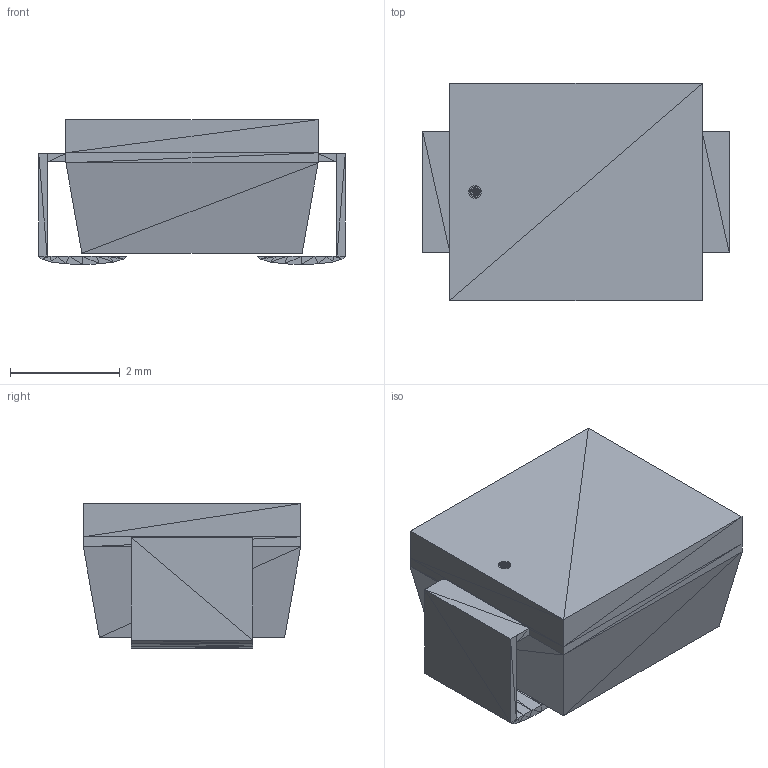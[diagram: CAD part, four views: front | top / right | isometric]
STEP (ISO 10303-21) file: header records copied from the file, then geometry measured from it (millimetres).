
FILE_DESCRIPTION(('STEP AP214'),'1');
FILE_NAME('SMB-M','2018-12-09T15:23:55',(''),(''),'','','');
FILE_SCHEMA(('AUTOMOTIVE_DESIGN'));
Length unit declared in the file: millimetre
Products named in the file (1): product
Bounding box: 5.59 x 3.96 x 2.64 mm (x, y, z)
Surface area: 108.2 mm2 (no closed solid volume)
Topology: 0 solids, 320 shells, 320 faces, 960 edges, 960 vertices
Faces by surface type: plane 320
Entity records: 10619 total; most frequent: CARTESIAN_POINT 2241, DIRECTION 1602, ORIENTED_EDGE 960, EDGE_CURVE 960, VERTEX_POINT 960, LINE 960, VECTOR 960, AXIS2_PLACEMENT_3D 321
